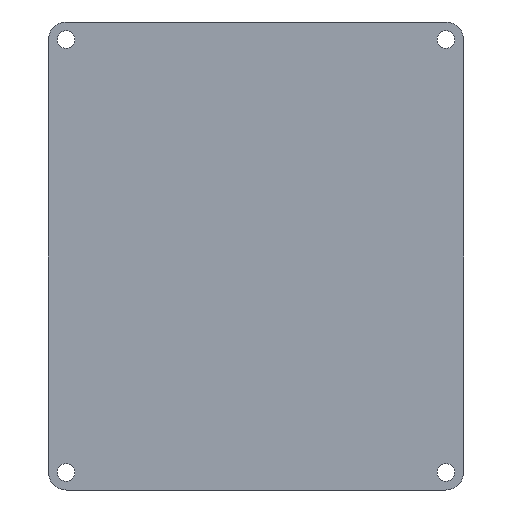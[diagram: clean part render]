
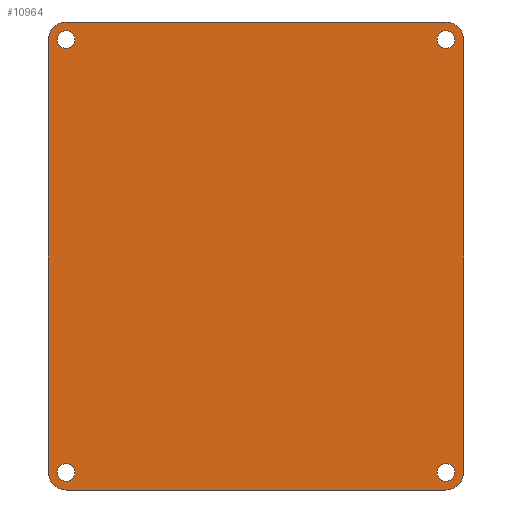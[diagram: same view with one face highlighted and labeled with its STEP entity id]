
A CAD part, front view. The second image highlights one B-rep face of the part: STEP entity #10964.
In plain terms, the highlighted planar face has unit normal (0, -1, 0).
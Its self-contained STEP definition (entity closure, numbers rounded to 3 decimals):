
#650=FACE_BOUND('',#1913,.T.);
#651=FACE_BOUND('',#1914,.T.);
#652=FACE_BOUND('',#1915,.T.);
#653=FACE_BOUND('',#1916,.T.);
#718=CIRCLE('',#11670,7.);
#719=CIRCLE('',#11671,7.);
#720=CIRCLE('',#11672,7.);
#721=CIRCLE('',#11673,7.);
#722=CIRCLE('',#11674,3.5);
#723=CIRCLE('',#11675,3.5);
#724=CIRCLE('',#11676,3.5);
#725=CIRCLE('',#11677,3.5);
#726=CIRCLE('',#11678,3.5);
#727=CIRCLE('',#11679,3.5);
#728=CIRCLE('',#11680,3.5);
#729=CIRCLE('',#11681,3.5);
#1240=FACE_OUTER_BOUND('',#1912,.T.);
#1912=EDGE_LOOP('',(#7339,#7340,#7341,#7342,#7343,#7344,#7345,#7346));
#1913=EDGE_LOOP('',(#7347,#7348));
#1914=EDGE_LOOP('',(#7349,#7350));
#1915=EDGE_LOOP('',(#7351,#7352));
#1916=EDGE_LOOP('',(#7353,#7354));
#2631=LINE('',#16110,#3585);
#2637=LINE('',#16123,#3591);
#2639=LINE('',#16128,#3593);
#2643=LINE('',#16137,#3597);
#3585=VECTOR('',#12822,172.);
#3591=VECTOR('',#12830,151.);
#3593=VECTOR('',#12834,172.);
#3597=VECTOR('',#12840,151.);
#4539=VERTEX_POINT('',#16108);
#4540=VERTEX_POINT('',#16109);
#4545=VERTEX_POINT('',#16120);
#4546=VERTEX_POINT('',#16122);
#4547=VERTEX_POINT('',#16126);
#4548=VERTEX_POINT('',#16127);
#4551=VERTEX_POINT('',#16135);
#4552=VERTEX_POINT('',#16136);
#4563=VERTEX_POINT('',#16169);
#4564=VERTEX_POINT('',#16170);
#4565=VERTEX_POINT('',#16173);
#4566=VERTEX_POINT('',#16174);
#4567=VERTEX_POINT('',#16177);
#4568=VERTEX_POINT('',#16178);
#4569=VERTEX_POINT('',#16181);
#4570=VERTEX_POINT('',#16182);
#5617=EDGE_CURVE('',#4539,#4540,#2631,.T.);
#5623=EDGE_CURVE('',#4545,#4546,#2637,.T.);
#5625=EDGE_CURVE('',#4547,#4548,#2639,.T.);
#5629=EDGE_CURVE('',#4551,#4552,#2643,.T.);
#5645=EDGE_CURVE('',#4545,#4540,#718,.T.);
#5646=EDGE_CURVE('',#4539,#4552,#719,.T.);
#5647=EDGE_CURVE('',#4551,#4548,#720,.T.);
#5648=EDGE_CURVE('',#4547,#4546,#721,.T.);
#5649=EDGE_CURVE('',#4563,#4564,#722,.T.);
#5650=EDGE_CURVE('',#4564,#4563,#723,.T.);
#5651=EDGE_CURVE('',#4565,#4566,#724,.T.);
#5652=EDGE_CURVE('',#4566,#4565,#725,.T.);
#5653=EDGE_CURVE('',#4567,#4568,#726,.T.);
#5654=EDGE_CURVE('',#4568,#4567,#727,.T.);
#5655=EDGE_CURVE('',#4569,#4570,#728,.T.);
#5656=EDGE_CURVE('',#4570,#4569,#729,.T.);
#7339=ORIENTED_EDGE('',*,*,#5623,.F.);
#7340=ORIENTED_EDGE('',*,*,#5645,.T.);
#7341=ORIENTED_EDGE('',*,*,#5617,.F.);
#7342=ORIENTED_EDGE('',*,*,#5646,.T.);
#7343=ORIENTED_EDGE('',*,*,#5629,.F.);
#7344=ORIENTED_EDGE('',*,*,#5647,.T.);
#7345=ORIENTED_EDGE('',*,*,#5625,.F.);
#7346=ORIENTED_EDGE('',*,*,#5648,.T.);
#7347=ORIENTED_EDGE('',*,*,#5649,.F.);
#7348=ORIENTED_EDGE('',*,*,#5650,.F.);
#7349=ORIENTED_EDGE('',*,*,#5651,.F.);
#7350=ORIENTED_EDGE('',*,*,#5652,.F.);
#7351=ORIENTED_EDGE('',*,*,#5653,.F.);
#7352=ORIENTED_EDGE('',*,*,#5654,.F.);
#7353=ORIENTED_EDGE('',*,*,#5655,.F.);
#7354=ORIENTED_EDGE('',*,*,#5656,.F.);
#10692=PLANE('',#11669);
#10964=ADVANCED_FACE('',(#1240,#650,#651,#652,#653),#10692,.T.);
#11669=AXIS2_PLACEMENT_3D('',#16164,#12870,#12871);
#11670=AXIS2_PLACEMENT_3D('',#16165,#12872,#12873);
#11671=AXIS2_PLACEMENT_3D('',#16166,#12874,#12875);
#11672=AXIS2_PLACEMENT_3D('',#16167,#12876,#12877);
#11673=AXIS2_PLACEMENT_3D('',#16168,#12878,#12879);
#11674=AXIS2_PLACEMENT_3D('',#16171,#12880,#12881);
#11675=AXIS2_PLACEMENT_3D('',#16172,#12882,#12883);
#11676=AXIS2_PLACEMENT_3D('',#16175,#12884,#12885);
#11677=AXIS2_PLACEMENT_3D('',#16176,#12886,#12887);
#11678=AXIS2_PLACEMENT_3D('',#16179,#12888,#12889);
#11679=AXIS2_PLACEMENT_3D('',#16180,#12890,#12891);
#11680=AXIS2_PLACEMENT_3D('',#16183,#12892,#12893);
#11681=AXIS2_PLACEMENT_3D('',#16184,#12894,#12895);
#12822=DIRECTION('',(0.,0.,-1.));
#12830=DIRECTION('',(-1.,0.,0.));
#12834=DIRECTION('',(0.,0.,1.));
#12840=DIRECTION('',(1.,0.,0.));
#12870=DIRECTION('center_axis',(0.,-1.,0.));
#12871=DIRECTION('ref_axis',(0.,0.,-1.));
#12872=DIRECTION('center_axis',(0.,-1.,0.));
#12873=DIRECTION('ref_axis',(0.,0.,-1.));
#12874=DIRECTION('center_axis',(0.,-1.,0.));
#12875=DIRECTION('ref_axis',(0.,0.,-1.));
#12876=DIRECTION('center_axis',(0.,-1.,0.));
#12877=DIRECTION('ref_axis',(0.,0.,-1.));
#12878=DIRECTION('center_axis',(0.,-1.,0.));
#12879=DIRECTION('ref_axis',(0.,0.,-1.));
#12880=DIRECTION('center_axis',(0.,-1.,0.));
#12881=DIRECTION('ref_axis',(0.,0.,-1.));
#12882=DIRECTION('center_axis',(0.,-1.,0.));
#12883=DIRECTION('ref_axis',(0.,0.,-1.));
#12884=DIRECTION('center_axis',(0.,-1.,0.));
#12885=DIRECTION('ref_axis',(0.,0.,-1.));
#12886=DIRECTION('center_axis',(0.,-1.,0.));
#12887=DIRECTION('ref_axis',(0.,0.,-1.));
#12888=DIRECTION('center_axis',(0.,-1.,0.));
#12889=DIRECTION('ref_axis',(0.,0.,-1.));
#12890=DIRECTION('center_axis',(0.,-1.,0.));
#12891=DIRECTION('ref_axis',(0.,0.,-1.));
#12892=DIRECTION('center_axis',(0.,-1.,0.));
#12893=DIRECTION('ref_axis',(0.,0.,-1.));
#12894=DIRECTION('center_axis',(0.,-1.,0.));
#12895=DIRECTION('ref_axis',(0.,0.,-1.));
#16108=CARTESIAN_POINT('',(82.5,0.,86.));
#16109=CARTESIAN_POINT('',(82.5,0.,-86.));
#16110=CARTESIAN_POINT('',(82.5,0.,86.));
#16120=CARTESIAN_POINT('',(75.5,0.,-93.));
#16122=CARTESIAN_POINT('',(-75.5,0.,-93.));
#16123=CARTESIAN_POINT('',(75.5,0.,-93.));
#16126=CARTESIAN_POINT('',(-82.5,0.,-86.));
#16127=CARTESIAN_POINT('',(-82.5,0.,86.));
#16128=CARTESIAN_POINT('',(-82.5,0.,-86.));
#16135=CARTESIAN_POINT('',(-75.5,0.,93.));
#16136=CARTESIAN_POINT('',(75.5,0.,93.));
#16137=CARTESIAN_POINT('',(-75.5,0.,93.));
#16164=CARTESIAN_POINT('Origin',(0.,0.,0.));
#16165=CARTESIAN_POINT('Origin',(75.5,0.,-86.));
#16166=CARTESIAN_POINT('Origin',(75.5,0.,86.));
#16167=CARTESIAN_POINT('Origin',(-75.5,0.,86.));
#16168=CARTESIAN_POINT('Origin',(-75.5,0.,-86.));
#16169=CARTESIAN_POINT('',(75.5,0.,82.5));
#16170=CARTESIAN_POINT('',(75.5,0.,89.5));
#16171=CARTESIAN_POINT('Origin',(75.5,0.,86.));
#16172=CARTESIAN_POINT('Origin',(75.5,0.,86.));
#16173=CARTESIAN_POINT('',(-75.5,0.,-89.5));
#16174=CARTESIAN_POINT('',(-75.5,0.,-82.5));
#16175=CARTESIAN_POINT('Origin',(-75.5,0.,-86.));
#16176=CARTESIAN_POINT('Origin',(-75.5,0.,-86.));
#16177=CARTESIAN_POINT('',(75.5,0.,-89.5));
#16178=CARTESIAN_POINT('',(75.5,0.,-82.5));
#16179=CARTESIAN_POINT('Origin',(75.5,0.,-86.));
#16180=CARTESIAN_POINT('Origin',(75.5,0.,-86.));
#16181=CARTESIAN_POINT('',(-75.5,0.,82.5));
#16182=CARTESIAN_POINT('',(-75.5,0.,89.5));
#16183=CARTESIAN_POINT('Origin',(-75.5,0.,86.));
#16184=CARTESIAN_POINT('Origin',(-75.5,0.,86.));
